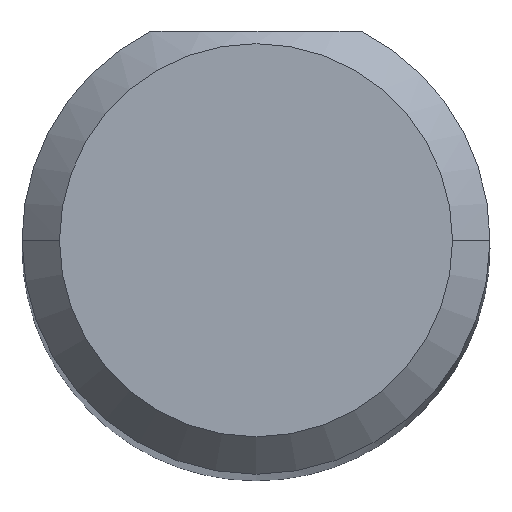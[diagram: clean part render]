
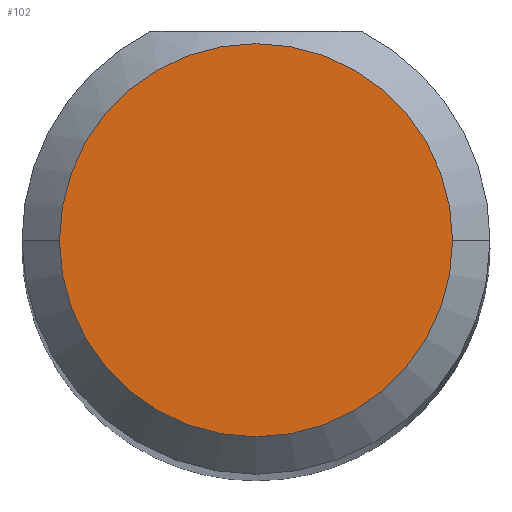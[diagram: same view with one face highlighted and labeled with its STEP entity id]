
A CAD part, top view. The second image highlights one B-rep face of the part: STEP entity #102.
In plain terms, the highlighted planar face has unit normal (0, 0, 1).
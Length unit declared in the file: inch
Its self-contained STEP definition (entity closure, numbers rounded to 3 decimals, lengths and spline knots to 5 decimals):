
#44 = DIRECTION ( 'NONE',  ( 0., 0., 1. ) ) ;
#87 = FACE_OUTER_BOUND ( 'NONE', #472, .T. ) ;
#98 = AXIS2_PLACEMENT_3D ( 'NONE', #187, #397, #551 ) ;
#102 = ADVANCED_FACE ( 'NONE', ( #87 ), #500, .T. ) ;
#130 = EDGE_CURVE ( 'NONE', #234, #414, #541, .T. ) ;
#139 = CIRCLE ( 'NONE', #98, 0.07875 ) ;
#148 = DIRECTION ( 'NONE',  ( 1., 0., 0. ) ) ;
#151 = CARTESIAN_POINT ( 'NONE',  ( 0.07875, 0., 2. ) ) ;
#152 = AXIS2_PLACEMENT_3D ( 'NONE', #191, #44, #345 ) ;
#187 = CARTESIAN_POINT ( 'NONE',  ( 0., 0., 2. ) ) ;
#191 = CARTESIAN_POINT ( 'NONE',  ( 0., 0., 2. ) ) ;
#234 = VERTEX_POINT ( 'NONE', #438 ) ;
#334 = AXIS2_PLACEMENT_3D ( 'NONE', #653, #553, #148 ) ;
#345 = DIRECTION ( 'NONE',  ( 1., 0., 0. ) ) ;
#363 = ORIENTED_EDGE ( 'NONE', *, *, #400, .T. ) ;
#397 = DIRECTION ( 'NONE',  ( 0., 0., 1. ) ) ;
#400 = EDGE_CURVE ( 'NONE', #414, #234, #139, .T. ) ;
#414 = VERTEX_POINT ( 'NONE', #151 ) ;
#417 = ORIENTED_EDGE ( 'NONE', *, *, #130, .T. ) ;
#438 = CARTESIAN_POINT ( 'NONE',  ( -0.07875, 0., 2. ) ) ;
#472 = EDGE_LOOP ( 'NONE', ( #417, #363 ) ) ;
#500 = PLANE ( 'NONE',  #334 ) ;
#541 = CIRCLE ( 'NONE', #152, 0.07875 ) ;
#551 = DIRECTION ( 'NONE',  ( 1., 0., 0. ) ) ;
#553 = DIRECTION ( 'NONE',  ( 0., 0., 1. ) ) ;
#653 = CARTESIAN_POINT ( 'NONE',  ( 0., 0., 2. ) ) ;
